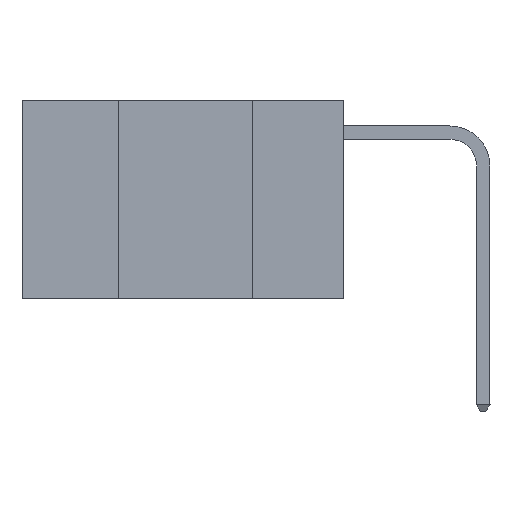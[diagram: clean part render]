
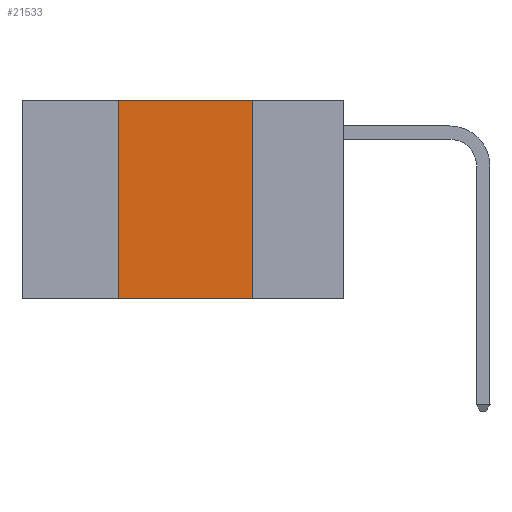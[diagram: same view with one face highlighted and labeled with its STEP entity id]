
A CAD part, left-side view. The second image highlights one B-rep face of the part: STEP entity #21533.
In plain terms, the highlighted planar face has unit normal (-1, 0, 0).
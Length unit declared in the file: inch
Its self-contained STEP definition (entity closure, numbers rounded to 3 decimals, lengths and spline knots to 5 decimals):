
#93 = CARTESIAN_POINT ( 'NONE',  ( 0., 0.6, 0. ) ) ;
#277 = CARTESIAN_POINT ( 'NONE',  ( 0., 0.6, 0. ) ) ;
#1066 = VECTOR ( 'NONE', #14926, 39.37008 ) ;
#1115 = CARTESIAN_POINT ( 'NONE',  ( 0., 0.17, 0. ) ) ;
#2174 = VERTEX_POINT ( 'NONE', #7992 ) ;
#4789 = LINE ( 'NONE', #18002, #12295 ) ;
#4907 = VECTOR ( 'NONE', #22564, 39.37008 ) ;
#5054 = ORIENTED_EDGE ( 'NONE', *, *, #21781, .F. ) ;
#6045 = CARTESIAN_POINT ( 'NONE',  ( 0., 0.17, 0. ) ) ;
#6490 = VECTOR ( 'NONE', #24512, 39.37008 ) ;
#6771 = VERTEX_POINT ( 'NONE', #1115 ) ;
#7049 = LINE ( 'NONE', #93, #4907 ) ;
#7229 = PLANE ( 'NONE',  #16841 ) ;
#7508 = EDGE_CURVE ( 'NONE', #11532, #2174, #19868, .T. ) ;
#7992 = CARTESIAN_POINT ( 'NONE',  ( 0., 0.42, 0. ) ) ;
#8604 = CARTESIAN_POINT ( 'NONE',  ( 0., 0.42, -0.37 ) ) ;
#8824 = ORIENTED_EDGE ( 'NONE', *, *, #16070, .F. ) ;
#9123 = DIRECTION ( 'NONE',  ( 0., 0., -1. ) ) ;
#11532 = VERTEX_POINT ( 'NONE', #8604 ) ;
#11722 = ORIENTED_EDGE ( 'NONE', *, *, #15137, .T. ) ;
#12295 = VECTOR ( 'NONE', #26849, 39.37008 ) ;
#14444 = EDGE_LOOP ( 'NONE', ( #5054, #8824, #17475, #11722 ) ) ;
#14926 = DIRECTION ( 'NONE',  ( 0., 0., -1. ) ) ;
#15137 = EDGE_CURVE ( 'NONE', #11532, #25506, #4789, .T. ) ;
#16070 = EDGE_CURVE ( 'NONE', #2174, #6771, #7049, .T. ) ;
#16088 = DIRECTION ( 'NONE',  ( 1., 0., 0. ) ) ;
#16841 = AXIS2_PLACEMENT_3D ( 'NONE', #277, #16088, #9123 ) ;
#17475 = ORIENTED_EDGE ( 'NONE', *, *, #7508, .F. ) ;
#17682 = FACE_OUTER_BOUND ( 'NONE', #14444, .T. ) ;
#17703 = CARTESIAN_POINT ( 'NONE',  ( 0., 0.42, 0. ) ) ;
#18002 = CARTESIAN_POINT ( 'NONE',  ( 0., 0.6, -0.37 ) ) ;
#19868 = LINE ( 'NONE', #17703, #6490 ) ;
#21533 = ADVANCED_FACE ( 'NONE', ( #17682 ), #7229, .F. ) ;
#21781 = EDGE_CURVE ( 'NONE', #6771, #25506, #25789, .T. ) ;
#22564 = DIRECTION ( 'NONE',  ( 0., -1., 0. ) ) ;
#24512 = DIRECTION ( 'NONE',  ( 0., 0., 1. ) ) ;
#25506 = VERTEX_POINT ( 'NONE', #26640 ) ;
#25789 = LINE ( 'NONE', #6045, #1066 ) ;
#26640 = CARTESIAN_POINT ( 'NONE',  ( 0., 0.17, -0.37 ) ) ;
#26849 = DIRECTION ( 'NONE',  ( 0., -1., 0. ) ) ;
